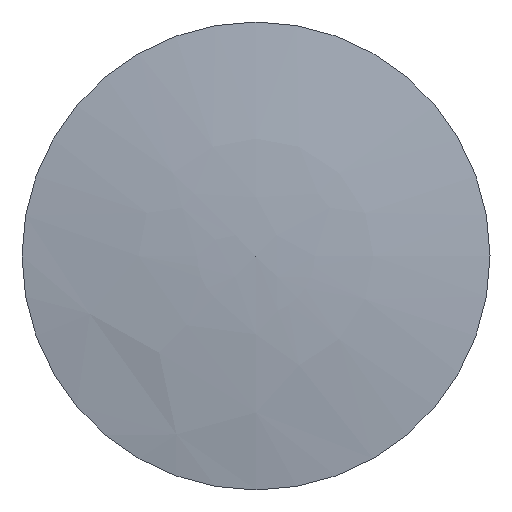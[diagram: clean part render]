
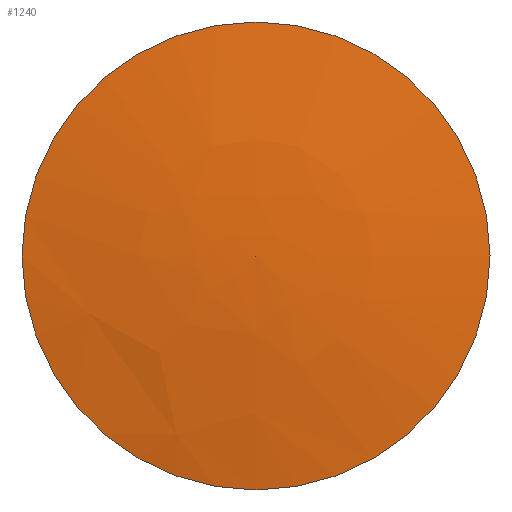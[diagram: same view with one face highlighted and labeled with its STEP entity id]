
A CAD part, left-side view. The second image highlights one B-rep face of the part: STEP entity #1240.
In plain terms, the highlighted free-form (B-spline) face has degree [2, 2] with [3, 9] control points.
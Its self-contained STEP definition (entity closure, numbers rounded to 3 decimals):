
#32=(
BOUNDED_SURFACE()
B_SPLINE_SURFACE(2,2,((#2247,#2248,#2249,#2250,#2251,#2252,#2253,#2254,
#2255),(#2256,#2257,#2258,#2259,#2260,#2261,#2262,#2263,#2264),(#2265,#2266,
#2267,#2268,#2269,#2270,#2271,#2272,#2273)),.UNSPECIFIED.,.F.,.T.,.F.)
B_SPLINE_SURFACE_WITH_KNOTS((3,3),(3,2,2,2,3),(1.397,1.563),
(-3.142,-1.571,0.,1.571,3.142),
 .UNSPECIFIED.)
GEOMETRIC_REPRESENTATION_ITEM()
RATIONAL_B_SPLINE_SURFACE(((1.,0.707,1.,0.707,1.,
0.707,1.,0.707,1.),(0.997,0.705,
0.997,0.705,0.997,0.705,0.997,
0.705,0.997),(1.,0.707,1.,0.707,
1.,0.707,1.,0.707,1.)))
REPRESENTATION_ITEM('')
SURFACE()
);
#173=FACE_OUTER_BOUND('',#257,.T.);
#257=EDGE_LOOP('',(#1027,#1028,#1029,#1030));
#499=CIRCLE('',#1496,16.5);
#500=CIRCLE('',#1497,16.5);
#501=CIRCLE('',#1498,100.);
#613=VERTEX_POINT('',#2242);
#614=VERTEX_POINT('',#2243);
#615=VERTEX_POINT('',#2274);
#758=EDGE_CURVE('',#613,#614,#499,.T.);
#760=EDGE_CURVE('',#614,#613,#500,.T.);
#761=EDGE_CURVE('',#615,#614,#501,.T.);
#1027=ORIENTED_EDGE('',*,*,#761,.T.);
#1028=ORIENTED_EDGE('',*,*,#760,.T.);
#1029=ORIENTED_EDGE('',*,*,#758,.T.);
#1030=ORIENTED_EDGE('',*,*,#761,.F.);
#1240=ADVANCED_FACE('',(#173),#32,.F.);
#1496=AXIS2_PLACEMENT_3D('',#2244,#1809,#1810);
#1497=AXIS2_PLACEMENT_3D('',#2246,#1812,#1813);
#1498=AXIS2_PLACEMENT_3D('',#2275,#1814,#1815);
#1809=DIRECTION('center_axis',(-1.,0.,0.));
#1810=DIRECTION('ref_axis',(0.,0.,1.));
#1812=DIRECTION('center_axis',(-1.,0.,0.));
#1813=DIRECTION('ref_axis',(0.,0.,1.));
#1814=DIRECTION('center_axis',(0.,-1.,0.));
#1815=DIRECTION('ref_axis',(0.,0.,-1.));
#2242=CARTESIAN_POINT('',(1.5,-16.5,0.));
#2243=CARTESIAN_POINT('',(1.5,0.,-16.5));
#2244=CARTESIAN_POINT('Origin',(1.5,0.,0.));
#2246=CARTESIAN_POINT('Origin',(1.5,0.,0.));
#2247=CARTESIAN_POINT('Ctrl Pts',(1.5,0.,
-16.5));
#2248=CARTESIAN_POINT('Ctrl Pts',(1.5,-16.5,-16.5));
#2249=CARTESIAN_POINT('Ctrl Pts',(1.5,-16.5,0.));
#2250=CARTESIAN_POINT('Ctrl Pts',(1.5,-16.5,16.5));
#2251=CARTESIAN_POINT('Ctrl Pts',(1.5,0.,
16.5));
#2252=CARTESIAN_POINT('Ctrl Pts',(1.5,16.5,16.5));
#2253=CARTESIAN_POINT('Ctrl Pts',(1.5,16.5,0.));
#2254=CARTESIAN_POINT('Ctrl Pts',(1.5,16.5,-16.5));
#2255=CARTESIAN_POINT('Ctrl Pts',(1.5,0.,
-16.5));
#2256=CARTESIAN_POINT('Ctrl Pts',(0.064,0.,
-8.312));
#2257=CARTESIAN_POINT('Ctrl Pts',(0.064,-8.312,
-8.312));
#2258=CARTESIAN_POINT('Ctrl Pts',(0.064,-8.312,0.));
#2259=CARTESIAN_POINT('Ctrl Pts',(0.064,-8.312,
8.312));
#2260=CARTESIAN_POINT('Ctrl Pts',(0.064,0.,
8.312));
#2261=CARTESIAN_POINT('Ctrl Pts',(0.064,8.312,8.312));
#2262=CARTESIAN_POINT('Ctrl Pts',(0.064,8.312,0.));
#2263=CARTESIAN_POINT('Ctrl Pts',(0.064,8.312,-8.312));
#2264=CARTESIAN_POINT('Ctrl Pts',(0.064,0.,
-8.312));
#2265=CARTESIAN_POINT('Ctrl Pts',(0.,0.,
0.));
#2266=CARTESIAN_POINT('Ctrl Pts',(0.,0.,
0.));
#2267=CARTESIAN_POINT('Ctrl Pts',(0.,0.,
0.));
#2268=CARTESIAN_POINT('Ctrl Pts',(0.,0.,
0.));
#2269=CARTESIAN_POINT('Ctrl Pts',(0.,0.,
0.));
#2270=CARTESIAN_POINT('Ctrl Pts',(0.,0.,
0.));
#2271=CARTESIAN_POINT('Ctrl Pts',(0.,0.,
0.));
#2272=CARTESIAN_POINT('Ctrl Pts',(0.,0.,
0.));
#2273=CARTESIAN_POINT('Ctrl Pts',(0.,0.,
0.));
#2274=CARTESIAN_POINT('',(0.,0.,0.));
#2275=CARTESIAN_POINT('Origin',(99.997,0.,0.772));
